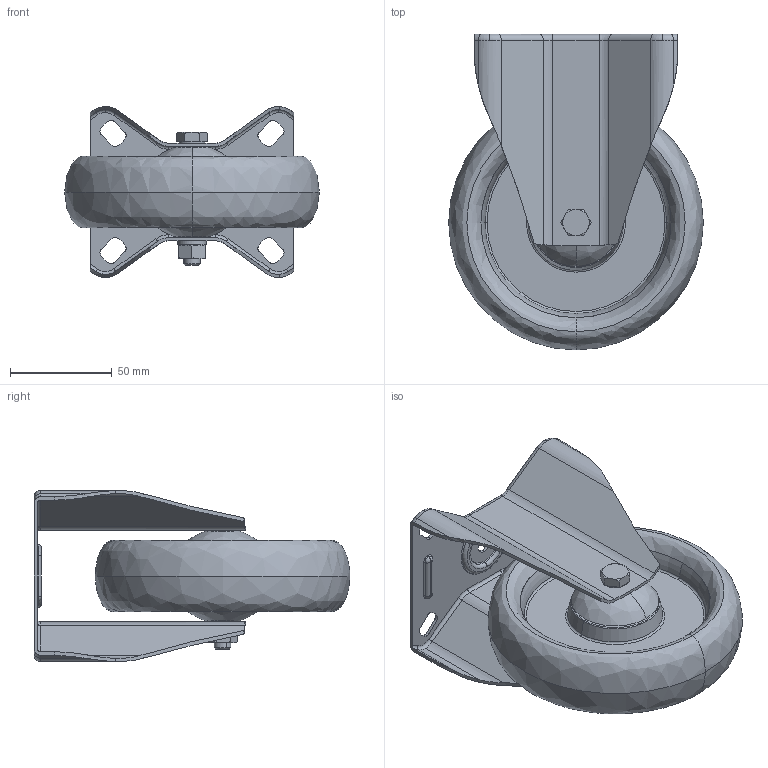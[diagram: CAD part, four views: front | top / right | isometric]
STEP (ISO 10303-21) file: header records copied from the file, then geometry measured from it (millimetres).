
FILE_DESCRIPTION (( 'STEP AP214' ), '1' );
FILE_NAME ('0034034.step', '2022-09-20T09:59:04', ( '' ), ( '' ), 'SwSTEP 2.0', 'SolidWorks 2020', '' );
FILE_SCHEMA (( 'AUTOMOTIVE_DESIGN' ));
Length unit declared in the file: millimetre
Products named in the file (1): 0034034
Bounding box: 125 x 155 x 84 mm (x, y, z)
Volume: 269750.4 mm3; surface area: 101667.7 mm2
Topology: 7 solids, 7 shells, 341 faces, 806 edges, 498 vertices
Faces by surface type: cylinder 128, plane 83, torus 82, cone 36, bspline 12
Entity records: 14143 total; most frequent: CARTESIAN_POINT 2338, DIRECTION 1798, ORIENTED_EDGE 1612, EDGE_CURVE 806, AXIS2_PLACEMENT_3D 770, VERTEX_POINT 498, CIRCLE 440, EDGE_LOOP 382
